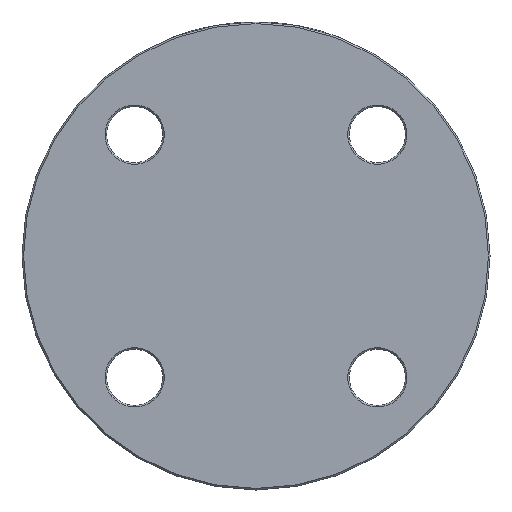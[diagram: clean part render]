
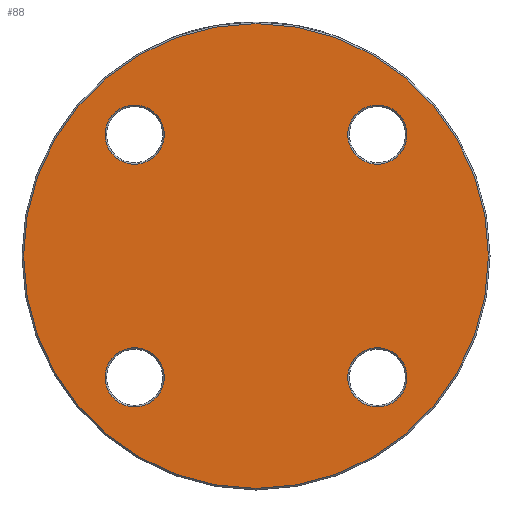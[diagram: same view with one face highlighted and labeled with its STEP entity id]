
A CAD part, left-side view. The second image highlights one B-rep face of the part: STEP entity #88.
In plain terms, the highlighted planar face has unit normal (-1, 0, 0).
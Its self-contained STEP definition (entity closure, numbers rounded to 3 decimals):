
#53 = FACE_BOUND ( 'NONE', #609, .T. ) ;
#88 = ADVANCED_FACE ( 'NONE', ( #1334, #53, #1681, #3303, #2450 ), #2877, .F. ) ;
#110 = AXIS2_PLACEMENT_3D ( 'NONE', #3221, #401, #1182 ) ;
#194 = EDGE_LOOP ( 'NONE', ( #508 ) ) ;
#276 = DIRECTION ( 'NONE',  ( -1., 0., 0. ) ) ;
#277 = AXIS2_PLACEMENT_3D ( 'NONE', #4498, #4129, #3538 ) ;
#288 = ORIENTED_EDGE ( 'NONE', *, *, #4797, .T. ) ;
#316 = CARTESIAN_POINT ( 'NONE',  ( 0., -38.891, 38.891 ) ) ;
#401 = DIRECTION ( 'NONE',  ( 1., 0., 0. ) ) ;
#444 = AXIS2_PLACEMENT_3D ( 'NONE', #3377, #5015, #1358 ) ;
#508 = ORIENTED_EDGE ( 'NONE', *, *, #1178, .T. ) ;
#567 = VERTEX_POINT ( 'NONE', #2191 ) ;
#609 = EDGE_LOOP ( 'NONE', ( #4940 ) ) ;
#611 = CIRCLE ( 'NONE', #444, 9.5 ) ;
#687 = EDGE_CURVE ( 'NONE', #2665, #2665, #4105, .T. ) ;
#771 = CIRCLE ( 'NONE', #870, 9.5 ) ;
#787 = DIRECTION ( 'NONE',  ( 0., 0., -1. ) ) ;
#870 = AXIS2_PLACEMENT_3D ( 'NONE', #316, #3160, #4443 ) ;
#999 = CARTESIAN_POINT ( 'NONE',  ( 0., 38.891, 29.391 ) ) ;
#1178 = EDGE_CURVE ( 'NONE', #2635, #2635, #611, .T. ) ;
#1182 = DIRECTION ( 'NONE',  ( 0., 0., -1. ) ) ;
#1320 = EDGE_CURVE ( 'NONE', #567, #567, #1461, .T. ) ;
#1334 = FACE_OUTER_BOUND ( 'NONE', #1713, .T. ) ;
#1358 = DIRECTION ( 'NONE',  ( 0., 0., -1. ) ) ;
#1461 = CIRCLE ( 'NONE', #4531, 9.5 ) ;
#1575 = EDGE_LOOP ( 'NONE', ( #2666 ) ) ;
#1681 = FACE_BOUND ( 'NONE', #4968, .T. ) ;
#1713 = EDGE_LOOP ( 'NONE', ( #3649 ) ) ;
#1875 = AXIS2_PLACEMENT_3D ( 'NONE', #5189, #276, #4321 ) ;
#2191 = CARTESIAN_POINT ( 'NONE',  ( 0., -38.891, -48.391 ) ) ;
#2214 = CARTESIAN_POINT ( 'NONE',  ( 0., 0., -74.5 ) ) ;
#2450 = FACE_BOUND ( 'NONE', #194, .T. ) ;
#2591 = CARTESIAN_POINT ( 'NONE',  ( 0., 38.891, -48.391 ) ) ;
#2613 = VERTEX_POINT ( 'NONE', #2214 ) ;
#2635 = VERTEX_POINT ( 'NONE', #2591 ) ;
#2665 = VERTEX_POINT ( 'NONE', #999 ) ;
#2666 = ORIENTED_EDGE ( 'NONE', *, *, #1320, .T. ) ;
#2776 = CARTESIAN_POINT ( 'NONE',  ( 0., -38.891, -38.891 ) ) ;
#2877 = PLANE ( 'NONE',  #277 ) ;
#3064 = CARTESIAN_POINT ( 'NONE',  ( 0., -38.891, 29.391 ) ) ;
#3160 = DIRECTION ( 'NONE',  ( 1., 0., 0. ) ) ;
#3221 = CARTESIAN_POINT ( 'NONE',  ( 0., 38.891, 38.891 ) ) ;
#3290 = DIRECTION ( 'NONE',  ( 1., 0., 0. ) ) ;
#3303 = FACE_BOUND ( 'NONE', #1575, .T. ) ;
#3377 = CARTESIAN_POINT ( 'NONE',  ( 0., 38.891, -38.891 ) ) ;
#3387 = EDGE_CURVE ( 'NONE', #2613, #2613, #5207, .T. ) ;
#3538 = DIRECTION ( 'NONE',  ( 0., 0., -1. ) ) ;
#3649 = ORIENTED_EDGE ( 'NONE', *, *, #3387, .T. ) ;
#4105 = CIRCLE ( 'NONE', #110, 9.5 ) ;
#4129 = DIRECTION ( 'NONE',  ( 1., 0., 0. ) ) ;
#4218 = VERTEX_POINT ( 'NONE', #3064 ) ;
#4321 = DIRECTION ( 'NONE',  ( 0., 0., -1. ) ) ;
#4443 = DIRECTION ( 'NONE',  ( 0., 0., -1. ) ) ;
#4498 = CARTESIAN_POINT ( 'NONE',  ( 0., 0., 0. ) ) ;
#4531 = AXIS2_PLACEMENT_3D ( 'NONE', #2776, #3290, #787 ) ;
#4797 = EDGE_CURVE ( 'NONE', #4218, #4218, #771, .T. ) ;
#4940 = ORIENTED_EDGE ( 'NONE', *, *, #687, .T. ) ;
#4968 = EDGE_LOOP ( 'NONE', ( #288 ) ) ;
#5015 = DIRECTION ( 'NONE',  ( 1., 0., 0. ) ) ;
#5189 = CARTESIAN_POINT ( 'NONE',  ( 0., 0., 0. ) ) ;
#5207 = CIRCLE ( 'NONE', #1875, 74.5 ) ;
